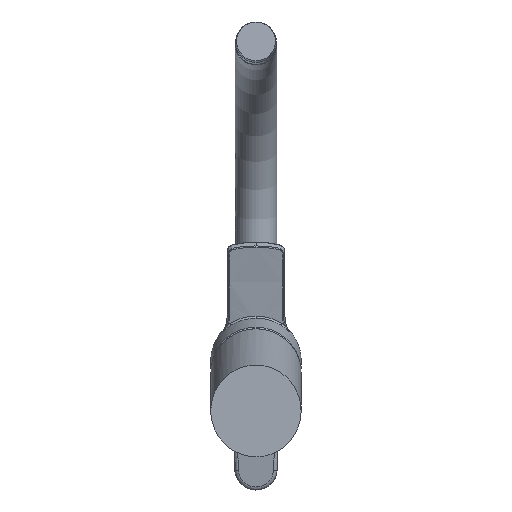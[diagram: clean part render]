
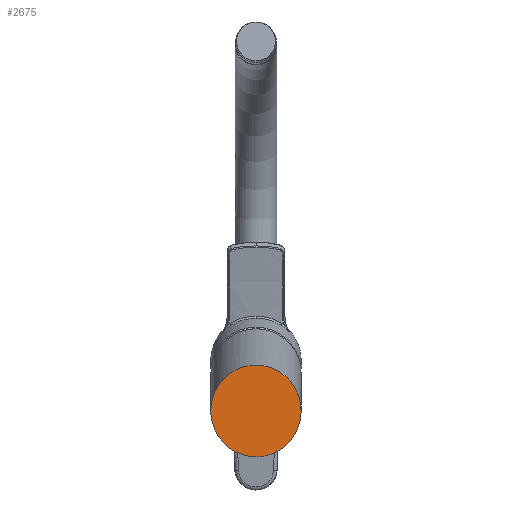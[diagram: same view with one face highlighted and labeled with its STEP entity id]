
A CAD part, front view. The second image highlights one B-rep face of the part: STEP entity #2675.
In plain terms, the highlighted planar face has unit normal (0, -1, 0).
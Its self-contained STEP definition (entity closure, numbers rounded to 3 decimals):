
#1851 = FACE_OUTER_BOUND ( 'NONE', #2299, .T. ) ;
#1968 = CARTESIAN_POINT ( 'NONE',  ( 0., 0., -25.386 ) ) ;
#2048 = DIRECTION ( 'NONE',  ( 0., 1., 0. ) ) ;
#2299 = EDGE_LOOP ( 'NONE', ( #4157 ) ) ;
#2483 = CARTESIAN_POINT ( 'NONE',  ( 0., 0., 25.386 ) ) ;
#2675 = ADVANCED_FACE ( 'NONE', ( #1851 ), #6282, .F. ) ;
#2966 =( BOUNDED_CURVE ( )  B_SPLINE_CURVE ( 3, ( #1968, #4508, #5408, #2483, #5795, #3036, #6199 ),
 .UNSPECIFIED., .T., .T. ) 
 B_SPLINE_CURVE_WITH_KNOTS ( ( 4, 3, 4 ),
 ( 0., 3.142, 6.283 ),
 .UNSPECIFIED. ) 
 CURVE ( )  GEOMETRIC_REPRESENTATION_ITEM ( )  RATIONAL_B_SPLINE_CURVE ( ( 1., 0.333, 0.333, 1., 0.333, 0.333, 1. ) ) 
 REPRESENTATION_ITEM ( '' )  );
#3036 = CARTESIAN_POINT ( 'NONE',  ( 50., 0., -25.386 ) ) ;
#3537 = CARTESIAN_POINT ( 'NONE',  ( 0., 0., -25.386 ) ) ;
#3643 = DIRECTION ( 'NONE',  ( 0., 0., 1. ) ) ;
#3685 = AXIS2_PLACEMENT_3D ( 'NONE', #5475, #2048, #3643 ) ;
#4157 = ORIENTED_EDGE ( 'NONE', *, *, #4253, .F. ) ;
#4253 = EDGE_CURVE ( 'NONE', #4259, #4259, #2966, .T. ) ;
#4259 = VERTEX_POINT ( 'NONE', #3537 ) ;
#4508 = CARTESIAN_POINT ( 'NONE',  ( -50., 0., -25.386 ) ) ;
#5408 = CARTESIAN_POINT ( 'NONE',  ( -50., 0., 25.386 ) ) ;
#5475 = CARTESIAN_POINT ( 'NONE',  ( 0., 0., 0. ) ) ;
#5795 = CARTESIAN_POINT ( 'NONE',  ( 50., 0., 25.386 ) ) ;
#6199 = CARTESIAN_POINT ( 'NONE',  ( 0., 0., -25.386 ) ) ;
#6282 = PLANE ( 'NONE',  #3685 ) ;
